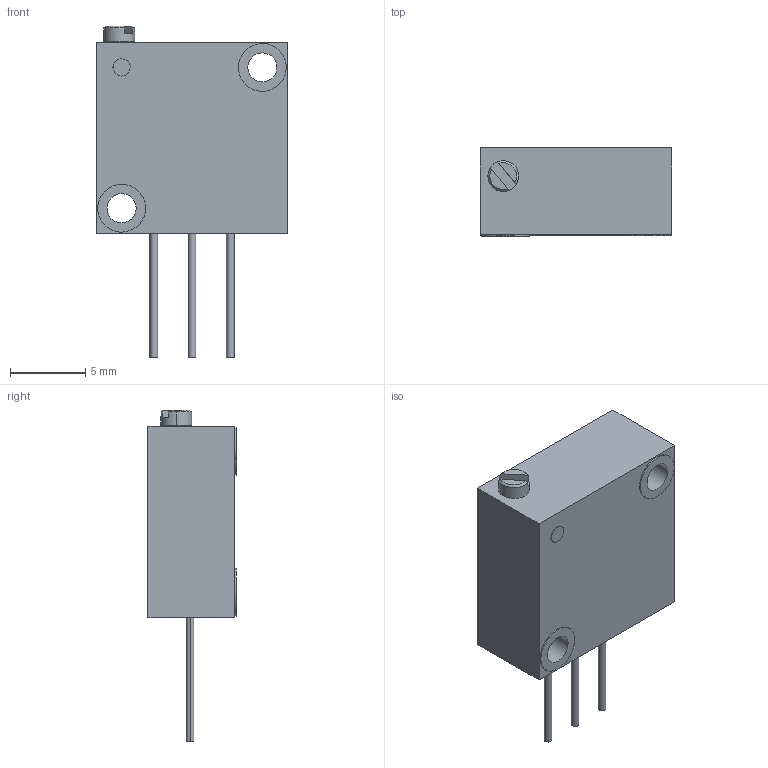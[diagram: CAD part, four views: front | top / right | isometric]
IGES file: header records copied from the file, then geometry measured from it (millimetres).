
Start section:  PTC IGES file: 3250W.igs
Global section: file name: 3250W.igs; native system: Creo Parametric by Parametric Technology Corporation; preprocessor: 2012230; author: ryans; organization: Unknown; date: 20121120.092747; units: inch
Bounding box: 12.7 x 5.84 x 22.02 mm (x, y, z)
Surface area: 845.1 mm2 (no closed solid volume)
Topology: 0 solids, 0 shells, 639 faces, 3666 edges, 3666 vertices
Faces by surface type: bspline 589, revolution 50
